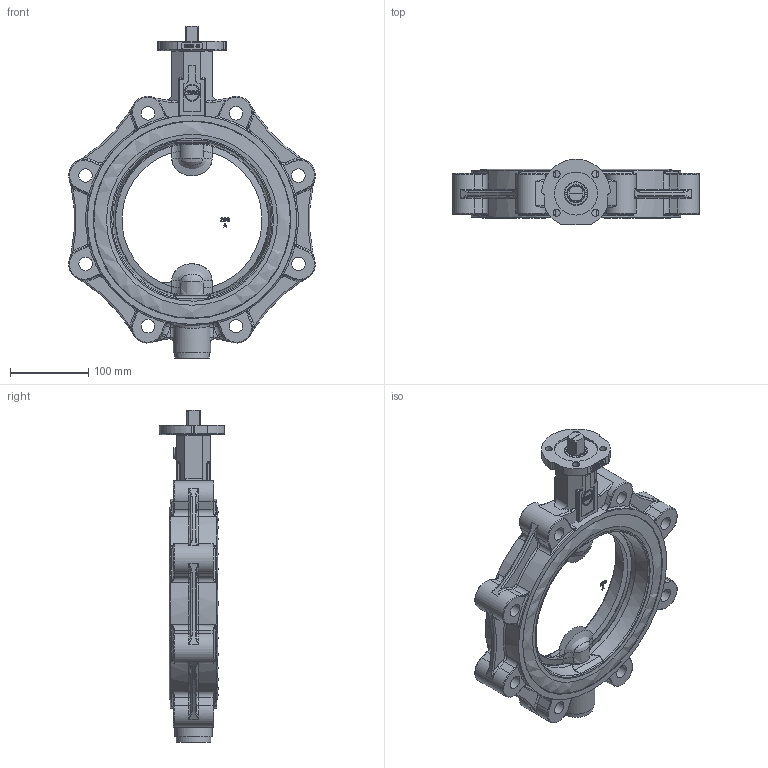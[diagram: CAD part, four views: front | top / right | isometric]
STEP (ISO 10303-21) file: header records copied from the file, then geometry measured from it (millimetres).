
FILE_DESCRIPTION((''),'2;1');
FILE_NAME('Z014-A-GG DN200 PN10.stp','2007-09-26T14:47:16',('hellwig'),(''),'Autodesk Inventor 11','Autodesk Inventor 11','');
FILE_SCHEMA(('AUTOMOTIVE_DESIGN { 1 0 10303 214 1 1 1 1 }'));
Length unit declared in the file: millimetre
Products named in the file (1): Bauteil169
Bounding box: 315.74 x 84 x 425 mm (x, y, z)
Volume: 2547252.5 mm3; surface area: 407085 mm2
Topology: 1 solids, 13 shells, 1145 faces, 2919 edges, 1776 vertices
Faces by surface type: bspline 459, plane 282, cylinder 232, torus 112, cone 56, sphere 4
Full cylindrical faces by diameter (mm): 4 x1, 6 x1, 19 x1, 20.7 x3, 22 x8, 22.18 x3, 22.2 x1, 29.95 x3, 30 x1, 30.2 x1, 38 x1, 44 x1, 48 x1, 213.9 x2, 245 x1, 245.9 x1, 252.9 x1, 253 x1, 268 x2
Entity records: 77671 total; most frequent: CARTESIAN_POINT 53647, ORIENTED_EDGE 5306, DIRECTION 4281, EDGE_CURVE 2653, VERTEX_POINT 1702, AXIS2_PLACEMENT_3D 1692, EDGE_LOOP 1364, FACE_OUTER_BOUND 1141
